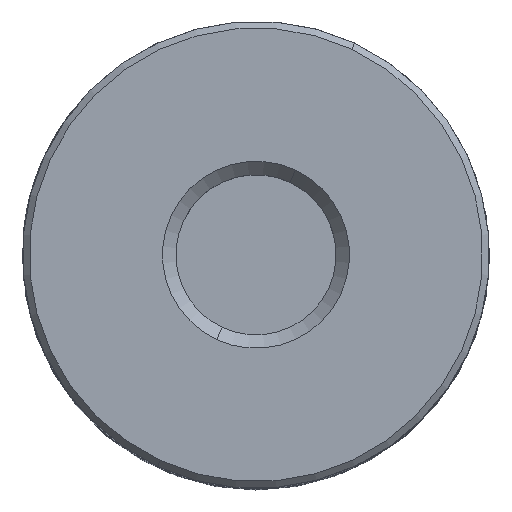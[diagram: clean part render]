
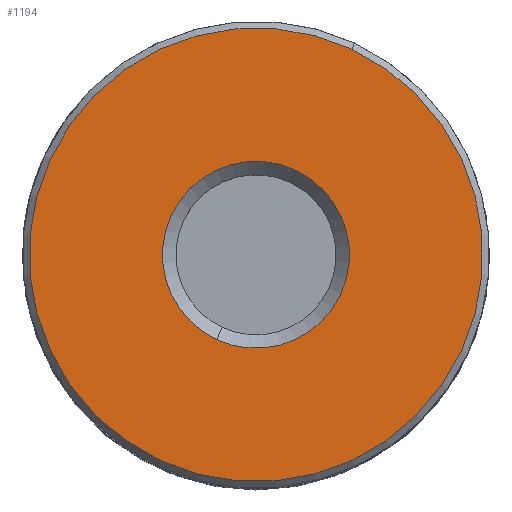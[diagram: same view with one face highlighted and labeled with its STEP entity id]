
A CAD part, top view. The second image highlights one B-rep face of the part: STEP entity #1194.
In plain terms, the highlighted face is planar.
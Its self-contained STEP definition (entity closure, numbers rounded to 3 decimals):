
#6 = DIRECTION ( 'NONE',  ( 0., 0., -1. ) ) ;
#48 = CARTESIAN_POINT ( 'NONE',  ( 0., 0., 0. ) ) ;
#82 = DIRECTION ( 'NONE',  ( 1., 0., 0. ) ) ;
#150 = ORIENTED_EDGE ( 'NONE', *, *, #2129, .T. ) ;
#162 = CARTESIAN_POINT ( 'NONE',  ( -7., 0., 0. ) ) ;
#214 = EDGE_CURVE ( 'NONE', #2145, #241, #2234, .T. ) ;
#225 = ORIENTED_EDGE ( 'NONE', *, *, #1830, .T. ) ;
#230 = DIRECTION ( 'NONE',  ( 1., 0., 0. ) ) ;
#241 = VERTEX_POINT ( 'NONE', #1701 ) ;
#370 = EDGE_LOOP ( 'NONE', ( #1936, #225 ) ) ;
#512 = DIRECTION ( 'NONE',  ( 1., 0., 0. ) ) ;
#610 = AXIS2_PLACEMENT_3D ( 'NONE', #2258, #1132, #82 ) ;
#628 = FACE_OUTER_BOUND ( 'NONE', #1191, .T. ) ;
#1027 = CARTESIAN_POINT ( 'NONE',  ( 7., 0., 0. ) ) ;
#1036 = CARTESIAN_POINT ( 'NONE',  ( 0., 0., 0. ) ) ;
#1055 = CARTESIAN_POINT ( 'NONE',  ( 0., 0., 0. ) ) ;
#1075 = AXIS2_PLACEMENT_3D ( 'NONE', #1055, #6, #1235 ) ;
#1132 = DIRECTION ( 'NONE',  ( 0., 0., 1. ) ) ;
#1144 = CIRCLE ( 'NONE', #1617, 7. ) ;
#1191 = EDGE_LOOP ( 'NONE', ( #1545, #150 ) ) ;
#1194 = ADVANCED_FACE ( 'NONE', ( #1966, #628 ), #1954, .F. ) ;
#1235 = DIRECTION ( 'NONE',  ( 1., 0., 0. ) ) ;
#1285 = DIRECTION ( 'NONE',  ( 0., 0., 1. ) ) ;
#1398 = CIRCLE ( 'NONE', #610, 7. ) ;
#1428 = CARTESIAN_POINT ( 'NONE',  ( 16.99, 0., 0. ) ) ;
#1513 = AXIS2_PLACEMENT_3D ( 'NONE', #1036, #1765, #512 ) ;
#1545 = ORIENTED_EDGE ( 'NONE', *, *, #214, .T. ) ;
#1617 = AXIS2_PLACEMENT_3D ( 'NONE', #48, #1285, #230 ) ;
#1635 = VERTEX_POINT ( 'NONE', #1027 ) ;
#1701 = CARTESIAN_POINT ( 'NONE',  ( -16.99, 0., 0. ) ) ;
#1709 = EDGE_CURVE ( 'NONE', #2345, #1635, #1144, .T. ) ;
#1732 = AXIS2_PLACEMENT_3D ( 'NONE', #2276, #2263, #1812 ) ;
#1765 = DIRECTION ( 'NONE',  ( 0., 0., 1. ) ) ;
#1812 = DIRECTION ( 'NONE',  ( 1., 0., 0. ) ) ;
#1830 = EDGE_CURVE ( 'NONE', #1635, #2345, #1398, .T. ) ;
#1912 = CIRCLE ( 'NONE', #1075, 16.99 ) ;
#1936 = ORIENTED_EDGE ( 'NONE', *, *, #1709, .T. ) ;
#1954 = PLANE ( 'NONE',  #1513 ) ;
#1966 = FACE_BOUND ( 'NONE', #370, .T. ) ;
#2129 = EDGE_CURVE ( 'NONE', #241, #2145, #1912, .T. ) ;
#2145 = VERTEX_POINT ( 'NONE', #1428 ) ;
#2234 = CIRCLE ( 'NONE', #1732, 16.99 ) ;
#2258 = CARTESIAN_POINT ( 'NONE',  ( 0., 0., 0. ) ) ;
#2263 = DIRECTION ( 'NONE',  ( 0., 0., -1. ) ) ;
#2276 = CARTESIAN_POINT ( 'NONE',  ( 0., 0., 0. ) ) ;
#2345 = VERTEX_POINT ( 'NONE', #162 ) ;
